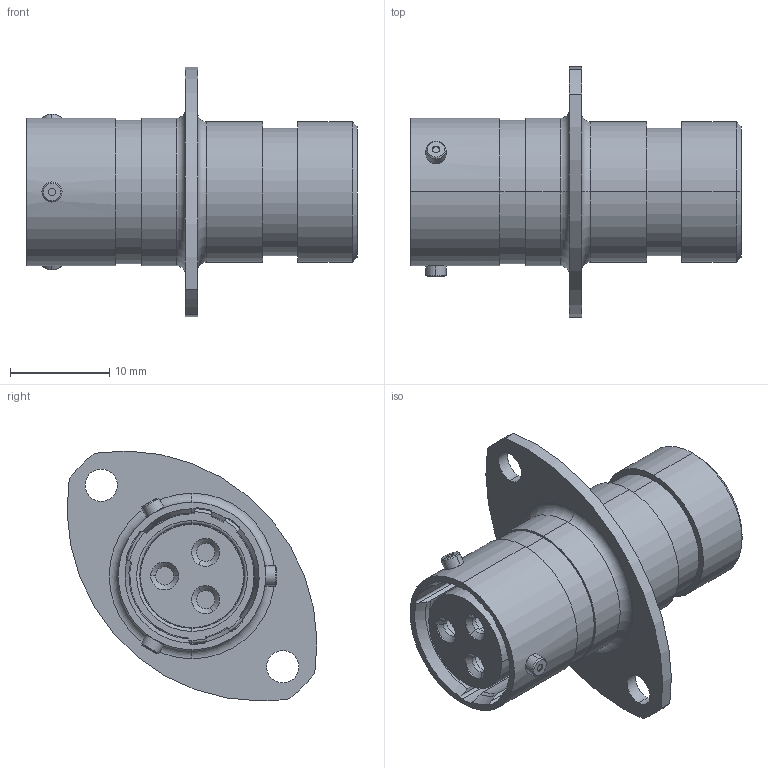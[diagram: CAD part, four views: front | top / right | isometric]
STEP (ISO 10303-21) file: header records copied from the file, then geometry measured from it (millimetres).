
FILE_DESCRIPTION (( 'STEP AP214' ), '1' );
FILE_NAME ('AS010-03SC.STEP', '2019-11-14T13:28:49', ( 'TE Connectivity' ), ( 'TE Connectivity' ), 'SwSTEP 2.0', 'SolidWorks 2016', '' );
FILE_SCHEMA (( 'AUTOMOTIVE_DESIGN' ));
Length unit declared in the file: millimetre
Products named in the file (1): AS010-03SC
Bounding box: 33.31 x 25.2 x 25.21 mm (x, y, z)
Volume: 4413.3 mm3; surface area: 6294.8 mm2
Topology: 9 solids, 9 shells, 294 faces, 655 edges, 393 vertices
Faces by surface type: cylinder 131, plane 53, cone 50, torus 48, sphere 12
Entity records: 11766 total; most frequent: CARTESIAN_POINT 1637, DIRECTION 1596, ORIENTED_EDGE 1298, AXIS2_PLACEMENT_3D 700, EDGE_CURVE 649, CIRCLE 405, VERTEX_POINT 393, EDGE_LOOP 342
